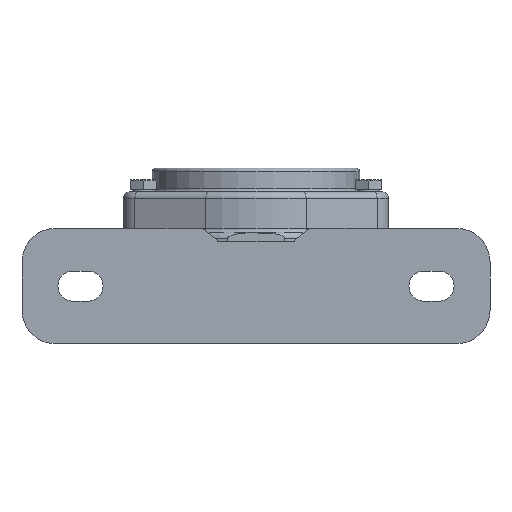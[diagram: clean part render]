
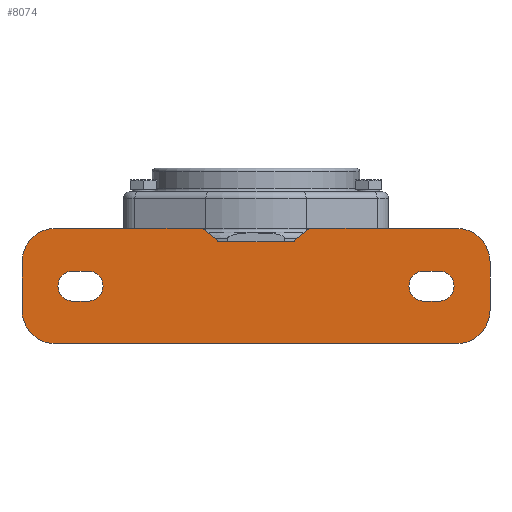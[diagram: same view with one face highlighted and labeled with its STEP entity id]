
A CAD part, front view. The second image highlights one B-rep face of the part: STEP entity #8074.
In plain terms, the highlighted planar face has unit normal (0, -1, 0).
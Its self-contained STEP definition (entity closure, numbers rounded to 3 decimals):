
#912=LINE($,#13710,#1300);
#916=LINE($,#13719,#1304);
#921=LINE($,#13732,#1309);
#926=LINE($,#13750,#1314);
#929=LINE($,#13759,#1317);
#931=LINE($,#13774,#1319);
#943=LINE($,#13973,#1331);
#947=LINE($,#13986,#1335);
#952=LINE($,#14005,#1340);
#953=LINE($,#14008,#1341);
#954=LINE($,#14010,#1342);
#955=LINE($,#14011,#1343);
#1300=VECTOR($,#10592,14.5);
#1304=VECTOR($,#10598,4.5);
#1309=VECTOR($,#10611,4.5);
#1314=VECTOR($,#10630,4.5);
#1317=VECTOR($,#10641,4.5);
#1319=VECTOR($,#10647,6.653);
#1331=VECTOR($,#10705,43.902);
#1335=VECTOR($,#10719,120.);
#1340=VECTOR($,#10734,14.5);
#1341=VECTOR($,#10737,21.565);
#1342=VECTOR($,#10738,6.653);
#1343=VECTOR($,#10739,43.902);
#1589=PLANE($,#8898);
#1777=FACE_BOUND($,#2849,.T.);
#1778=FACE_BOUND($,#2850,.T.);
#2262=FACE_OUTER_BOUND($,#2848,.T.);
#2848=EDGE_LOOP($,(#6727,#6728,#6729,#6730,#6731,#6732,#6733,#6734,#6735,
#6736,#6737,#6738));
#2849=EDGE_LOOP($,(#6739,#6740,#6741,#6742));
#2850=EDGE_LOOP($,(#6743,#6744,#6745,#6746));
#3419=CIRCLE($,#8852,4.5);
#3421=CIRCLE($,#8856,4.5);
#3423=CIRCLE($,#8859,4.5);
#3425=CIRCLE($,#8863,4.5);
#3436=CIRCLE($,#8887,10.);
#3439=CIRCLE($,#8892,10.);
#3444=CIRCLE($,#8899,10.);
#3445=CIRCLE($,#8900,10.);
#4061=VERTEX_POINT($,#13707);
#4062=VERTEX_POINT($,#13709);
#4065=VERTEX_POINT($,#13716);
#4066=VERTEX_POINT($,#13718);
#4068=VERTEX_POINT($,#13724);
#4070=VERTEX_POINT($,#13730);
#4073=VERTEX_POINT($,#13740);
#4074=VERTEX_POINT($,#13742);
#4076=VERTEX_POINT($,#13748);
#4078=VERTEX_POINT($,#13754);
#4082=VERTEX_POINT($,#13771);
#4083=VERTEX_POINT($,#13773);
#4103=VERTEX_POINT($,#13966);
#4105=VERTEX_POINT($,#13972);
#4109=VERTEX_POINT($,#13985);
#4116=VERTEX_POINT($,#14001);
#4117=VERTEX_POINT($,#14002);
#4118=VERTEX_POINT($,#14004);
#4119=VERTEX_POINT($,#14007);
#4120=VERTEX_POINT($,#14009);
#4966=EDGE_CURVE($,#4061,#4062,#912,.T.);
#4970=EDGE_CURVE($,#4066,#4065,#916,.T.);
#4974=EDGE_CURVE($,#4065,#4068,#3419,.T.);
#4977=EDGE_CURVE($,#4068,#4070,#921,.T.);
#4979=EDGE_CURVE($,#4070,#4066,#3421,.T.);
#4982=EDGE_CURVE($,#4074,#4073,#3423,.T.);
#4986=EDGE_CURVE($,#4073,#4076,#926,.T.);
#4989=EDGE_CURVE($,#4076,#4078,#3425,.T.);
#4991=EDGE_CURVE($,#4078,#4074,#929,.T.);
#4995=EDGE_CURVE($,#4082,#4083,#931,.T.);
#5026=EDGE_CURVE($,#4062,#4103,#3436,.T.);
#5029=EDGE_CURVE($,#4083,#4105,#943,.T.);
#5033=EDGE_CURVE($,#4105,#4061,#3439,.T.);
#5036=EDGE_CURVE($,#4109,#4103,#947,.T.);
#5044=EDGE_CURVE($,#4116,#4117,#3444,.T.);
#5045=EDGE_CURVE($,#4116,#4118,#952,.T.);
#5046=EDGE_CURVE($,#4109,#4118,#3445,.T.);
#5047=EDGE_CURVE($,#4082,#4119,#953,.T.);
#5048=EDGE_CURVE($,#4120,#4119,#954,.T.);
#5049=EDGE_CURVE($,#4117,#4120,#955,.T.);
#6727=ORIENTED_EDGE($,*,*,#5044,.F.);
#6728=ORIENTED_EDGE($,*,*,#5045,.T.);
#6729=ORIENTED_EDGE($,*,*,#5046,.F.);
#6730=ORIENTED_EDGE($,*,*,#5036,.T.);
#6731=ORIENTED_EDGE($,*,*,#5026,.F.);
#6732=ORIENTED_EDGE($,*,*,#4966,.F.);
#6733=ORIENTED_EDGE($,*,*,#5033,.F.);
#6734=ORIENTED_EDGE($,*,*,#5029,.F.);
#6735=ORIENTED_EDGE($,*,*,#4995,.F.);
#6736=ORIENTED_EDGE($,*,*,#5047,.T.);
#6737=ORIENTED_EDGE($,*,*,#5048,.F.);
#6738=ORIENTED_EDGE($,*,*,#5049,.F.);
#6739=ORIENTED_EDGE($,*,*,#4986,.T.);
#6740=ORIENTED_EDGE($,*,*,#4989,.T.);
#6741=ORIENTED_EDGE($,*,*,#4991,.T.);
#6742=ORIENTED_EDGE($,*,*,#4982,.T.);
#6743=ORIENTED_EDGE($,*,*,#4974,.T.);
#6744=ORIENTED_EDGE($,*,*,#4977,.T.);
#6745=ORIENTED_EDGE($,*,*,#4979,.T.);
#6746=ORIENTED_EDGE($,*,*,#4970,.T.);
#8074=ADVANCED_FACE($,(#2262,#1777,#1778),#1589,.T.);
#8852=AXIS2_PLACEMENT_3D($,#13726,#10605,#10606);
#8856=AXIS2_PLACEMENT_3D($,#13735,#10616,#10617);
#8859=AXIS2_PLACEMENT_3D($,#13743,#10623,#10624);
#8863=AXIS2_PLACEMENT_3D($,#13756,#10636,#10637);
#8887=AXIS2_PLACEMENT_3D($,#13967,#10698,#10699);
#8892=AXIS2_PLACEMENT_3D($,#13979,#10712,#10713);
#8898=AXIS2_PLACEMENT_3D($,#14000,#10730,#10731);
#8899=AXIS2_PLACEMENT_3D($,#14003,#10732,#10733);
#8900=AXIS2_PLACEMENT_3D($,#14006,#10735,#10736);
#10592=DIRECTION($,(0.,0.,-1.));
#10598=DIRECTION($,(-1.,0.,0.));
#10605=DIRECTION('center_axis',(0.,1.,0.));
#10606=DIRECTION('ref_axis',(0.,0.,1.));
#10611=DIRECTION($,(1.,0.,0.));
#10616=DIRECTION('center_axis',(0.,1.,0.));
#10617=DIRECTION('ref_axis',(0.,0.,-1.));
#10623=DIRECTION('center_axis',(0.,1.,0.));
#10624=DIRECTION('ref_axis',(0.,0.,1.));
#10630=DIRECTION($,(1.,0.,0.));
#10636=DIRECTION('center_axis',(0.,1.,0.));
#10637=DIRECTION('ref_axis',(0.,0.,-1.));
#10641=DIRECTION($,(-1.,0.,0.));
#10647=DIRECTION($,(0.799,0.,0.601));
#10698=DIRECTION('center_axis',(0.,1.,0.));
#10699=DIRECTION('ref_axis',(0.707,0.,-0.707));
#10705=DIRECTION($,(1.,0.,0.));
#10712=DIRECTION('center_axis',(0.,1.,0.));
#10713=DIRECTION('ref_axis',(0.707,0.,0.707));
#10719=DIRECTION($,(1.,0.,0.));
#10730=DIRECTION('center_axis',(0.,-1.,0.));
#10731=DIRECTION('ref_axis',(0.,0.,-1.));
#10732=DIRECTION('center_axis',(0.,1.,0.));
#10733=DIRECTION('ref_axis',(-0.707,0.,0.707));
#10734=DIRECTION($,(0.,0.,-1.));
#10735=DIRECTION('center_axis',(0.,1.,0.));
#10736=DIRECTION('ref_axis',(-0.707,0.,-0.707));
#10737=DIRECTION($,(-1.,0.,0.));
#10738=DIRECTION($,(0.799,0.,-0.601));
#10739=DIRECTION($,(1.,0.,0.));
#13707=CARTESIAN_POINT('',(85.646,-36.515,-63.543));
#13709=CARTESIAN_POINT('',(85.646,-36.515,-78.043));
#13710=CARTESIAN_POINT($,(85.646,-36.515,-53.543));
#13716=CARTESIAN_POINT('',(65.896,-36.515,-75.293));
#13718=CARTESIAN_POINT('',(70.396,-36.515,-75.293));
#13719=CARTESIAN_POINT($,(5.771,-36.515,-75.293));
#13724=CARTESIAN_POINT('',(65.896,-36.515,-66.293));
#13726=CARTESIAN_POINT('Origin',(65.896,-36.515,-70.793));
#13730=CARTESIAN_POINT('',(70.396,-36.515,-66.293));
#13732=CARTESIAN_POINT($,(8.021,-36.515,-66.293));
#13735=CARTESIAN_POINT('Origin',(70.396,-36.515,-70.793));
#13740=CARTESIAN_POINT('',(-39.104,-36.515,-66.293));
#13742=CARTESIAN_POINT('',(-39.104,-36.515,-75.293));
#13743=CARTESIAN_POINT('Origin',(-39.104,-36.515,-70.793));
#13748=CARTESIAN_POINT('',(-34.604,-36.515,-66.293));
#13750=CARTESIAN_POINT($,(-44.479,-36.515,-66.293));
#13754=CARTESIAN_POINT('',(-34.604,-36.515,-75.293));
#13756=CARTESIAN_POINT('Origin',(-34.604,-36.515,-70.793));
#13759=CARTESIAN_POINT($,(-46.729,-36.515,-75.293));
#13771=CARTESIAN_POINT('',(26.429,-36.515,-57.543));
#13773=CARTESIAN_POINT('',(31.745,-36.515,-53.543));
#13774=CARTESIAN_POINT($,(2.293,-36.515,-75.704));
#13966=CARTESIAN_POINT('',(75.646,-36.515,-88.043));
#13967=CARTESIAN_POINT('Origin',(75.646,-36.515,-78.043));
#13972=CARTESIAN_POINT('',(75.646,-36.515,-53.543));
#13973=CARTESIAN_POINT($,(-54.354,-36.515,-53.543));
#13979=CARTESIAN_POINT('Origin',(75.646,-36.515,-63.543));
#13985=CARTESIAN_POINT('',(-44.354,-36.515,-88.043));
#13986=CARTESIAN_POINT($,(-54.354,-36.515,-88.043));
#14000=CARTESIAN_POINT('Origin',(-54.354,-36.515,-53.543));
#14001=CARTESIAN_POINT('',(-54.354,-36.515,-63.543));
#14002=CARTESIAN_POINT('',(-44.354,-36.515,-53.543));
#14003=CARTESIAN_POINT('Origin',(-44.354,-36.515,-63.543));
#14004=CARTESIAN_POINT('',(-54.354,-36.515,-78.043));
#14005=CARTESIAN_POINT($,(-54.354,-36.515,-53.543));
#14006=CARTESIAN_POINT('Origin',(-44.354,-36.515,-78.043));
#14007=CARTESIAN_POINT('',(4.864,-36.515,-57.543));
#14008=CARTESIAN_POINT($,(-19.354,-36.515,-57.543));
#14009=CARTESIAN_POINT('',(-0.452,-36.515,-53.543));
#14010=CARTESIAN_POINT($,(-20.893,-36.515,-38.161));
#14011=CARTESIAN_POINT($,(-54.354,-36.515,-53.543));
